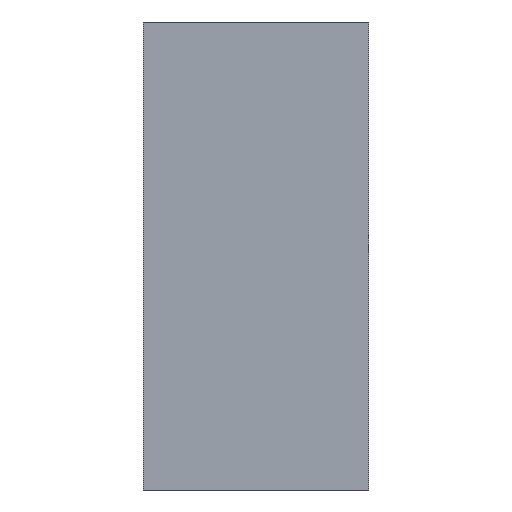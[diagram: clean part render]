
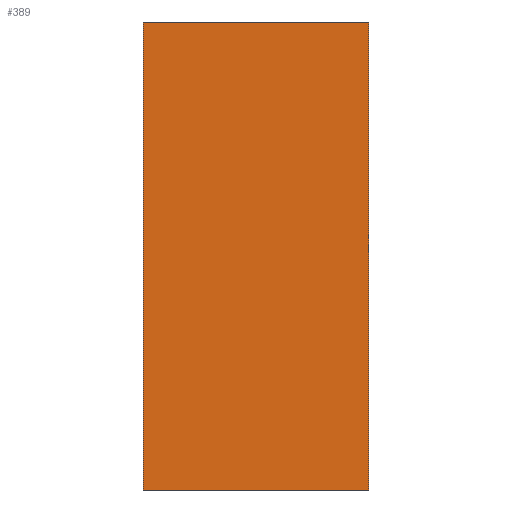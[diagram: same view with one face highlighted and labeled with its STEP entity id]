
A CAD part, front view. The second image highlights one B-rep face of the part: STEP entity #389.
In plain terms, the highlighted planar face has unit normal (0, -1, 0).
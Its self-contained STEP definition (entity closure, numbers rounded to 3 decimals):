
#260=CARTESIAN_POINT('Line Origine',(250.,-177.221,-14.63)) ;
#264=CARTESIAN_POINT('Vertex',(0.,-177.221,-14.63)) ;
#266=CARTESIAN_POINT('Vertex',(500.,-177.221,-14.63)) ;
#308=CARTESIAN_POINT('Vertex',(500.,-177.221,1025.37)) ;
#311=CARTESIAN_POINT('Line Origine',(500.,-177.221,505.37)) ;
#340=CARTESIAN_POINT('Line Origine',(0.,-177.221,505.37)) ;
#344=CARTESIAN_POINT('Vertex',(0.,-177.221,1025.37)) ;
#373=CARTESIAN_POINT('Axis2P3D Location',(0.,-177.221,1025.37)) ;
#378=CARTESIAN_POINT('Line Origine',(250.,-177.221,1025.37)) ;
#261=DIRECTION('Vector Direction',(1.,0.,0.)) ;
#312=DIRECTION('Vector Direction',(0.,0.,-1.)) ;
#341=DIRECTION('Vector Direction',(0.,0.,-1.)) ;
#374=DIRECTION('Axis2P3D Direction',(0.,-1.,0.)) ;
#375=DIRECTION('Axis2P3D XDirection',(0.,0.,-1.)) ;
#379=DIRECTION('Vector Direction',(1.,0.,0.)) ;
#376=AXIS2_PLACEMENT_3D('Plane Axis2P3D',#373,#374,#375) ;
#384=ORIENTED_EDGE('',*,*,#382,.F.) ;
#385=ORIENTED_EDGE('',*,*,#346,.T.) ;
#386=ORIENTED_EDGE('',*,*,#268,.T.) ;
#387=ORIENTED_EDGE('',*,*,#315,.F.) ;
#262=VECTOR('Line Direction',#261,1.) ;
#313=VECTOR('Line Direction',#312,1.) ;
#342=VECTOR('Line Direction',#341,1.) ;
#380=VECTOR('Line Direction',#379,1.) ;
#389=ADVANCED_FACE('PartBody',(#388),#377,.T.) ;
#268=EDGE_CURVE('',#265,#267,#263,.T.) ;
#315=EDGE_CURVE('',#309,#267,#314,.T.) ;
#346=EDGE_CURVE('',#345,#265,#343,.T.) ;
#382=EDGE_CURVE('',#345,#309,#381,.T.) ;
#383=EDGE_LOOP('',(#384,#385,#386,#387)) ;
#388=FACE_OUTER_BOUND('',#383,.T.) ;
#263=LINE('Line',#260,#262) ;
#314=LINE('Line',#311,#313) ;
#343=LINE('Line',#340,#342) ;
#381=LINE('Line',#378,#380) ;
#377=PLANE('Plane',#376) ;
#265=VERTEX_POINT('',#264) ;
#267=VERTEX_POINT('',#266) ;
#309=VERTEX_POINT('',#308) ;
#345=VERTEX_POINT('',#344) ;
